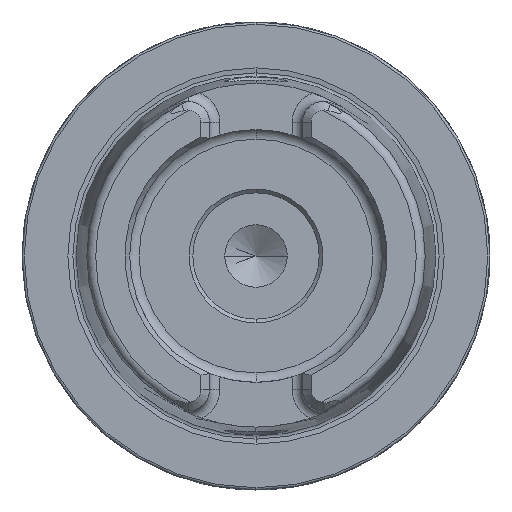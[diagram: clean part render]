
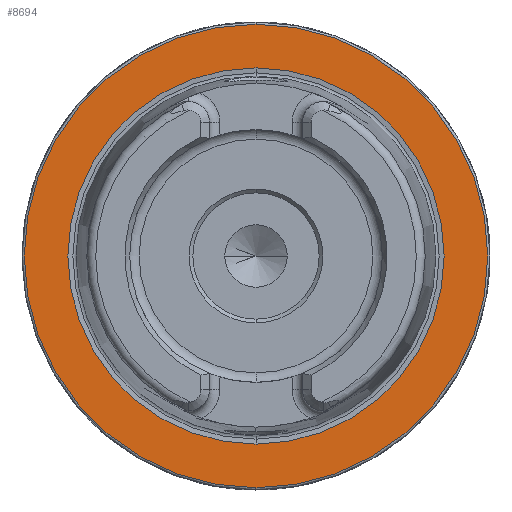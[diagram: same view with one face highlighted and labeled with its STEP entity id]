
A CAD part, left-side view. The second image highlights one B-rep face of the part: STEP entity #8694.
In plain terms, the highlighted planar face has unit normal (-1, 0, 0).
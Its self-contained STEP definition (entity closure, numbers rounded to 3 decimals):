
#499 = CIRCLE ( 'NONE', #7647, 31.2 ) ;
#501 = CIRCLE ( 'NONE', #7648, 25.324 ) ;
#2547 = VERTEX_POINT ( 'NONE', #6960 ) ;
#2552 = VERTEX_POINT ( 'NONE', #6965 ) ;
#2554 = VERTEX_POINT ( 'NONE', #6967 ) ;
#2555 = VERTEX_POINT ( 'NONE', #6968 ) ;
#2872 = CIRCLE ( 'NONE', #7476, 25.324 ) ;
#2879 = CIRCLE ( 'NONE', #7482, 31.2 ) ;
#3398 = CARTESIAN_POINT ( 'NONE',  ( 0., 0., 0. ) ) ;
#3399 = DIRECTION ( 'NONE',  ( -1., 0., 0. ) ) ;
#3400 = DIRECTION ( 'NONE',  ( 0., 0., 1. ) ) ;
#3407 = CARTESIAN_POINT ( 'NONE',  ( 0., 0., 0. ) ) ;
#3408 = DIRECTION ( 'NONE',  ( -1., 0., 0. ) ) ;
#3409 = DIRECTION ( 'NONE',  ( 0., 0., 1. ) ) ;
#4307 = EDGE_CURVE ( 'NONE', #2547, #2552, #2872, .T. ) ;
#4311 = EDGE_CURVE ( 'NONE', #2554, #2555, #2879, .T. ) ;
#6744 = EDGE_CURVE ( 'NONE', #2555, #2554, #499, .T. ) ;
#6746 = EDGE_CURVE ( 'NONE', #2552, #2547, #501, .T. ) ;
#6960 = CARTESIAN_POINT ( 'NONE',  ( 0., 0., -25.324 ) ) ;
#6965 = CARTESIAN_POINT ( 'NONE',  ( 0., 0., 25.324 ) ) ;
#6967 = CARTESIAN_POINT ( 'NONE',  ( 0., 0., 31.2 ) ) ;
#6968 = CARTESIAN_POINT ( 'NONE',  ( 0., 0., -31.2 ) ) ;
#7476 = AXIS2_PLACEMENT_3D ( 'NONE', #3398, #3399, #3400 ) ;
#7482 = AXIS2_PLACEMENT_3D ( 'NONE', #3407, #3408, #3409 ) ;
#7647 = AXIS2_PLACEMENT_3D ( 'NONE', #10737, #10738, #10739 ) ;
#7648 = AXIS2_PLACEMENT_3D ( 'NONE', #10740, #10741, #10742 ) ;
#8694 = ADVANCED_FACE ( 'NONE', ( #12771, #12774 ), #11620, .F. ) ;
#10062 = EDGE_LOOP ( 'NONE', ( #12138, #12139 ) ) ;
#10064 = EDGE_LOOP ( 'NONE', ( #12136, #12137 ) ) ;
#10737 = CARTESIAN_POINT ( 'NONE',  ( 0., 0., 0. ) ) ;
#10738 = DIRECTION ( 'NONE',  ( -1., 0., 0. ) ) ;
#10739 = DIRECTION ( 'NONE',  ( 0., 0., 1. ) ) ;
#10740 = CARTESIAN_POINT ( 'NONE',  ( 0., 0., 0. ) ) ;
#10741 = DIRECTION ( 'NONE',  ( -1., 0., 0. ) ) ;
#10742 = DIRECTION ( 'NONE',  ( 0., 0., 1. ) ) ;
#11518 = AXIS2_PLACEMENT_3D ( 'NONE', #11612, #11622, #11623 ) ;
#11612 = CARTESIAN_POINT ( 'NONE',  ( 0., 31.2, 0. ) ) ;
#11620 = PLANE ( 'NONE',  #11518 ) ;
#11622 = DIRECTION ( 'NONE',  ( 1., 0., 0. ) ) ;
#11623 = DIRECTION ( 'NONE',  ( 0., 0., -1. ) ) ;
#12136 = ORIENTED_EDGE ( 'NONE', *, *, #6746, .F. ) ;
#12137 = ORIENTED_EDGE ( 'NONE', *, *, #4307, .F. ) ;
#12138 = ORIENTED_EDGE ( 'NONE', *, *, #4311, .T. ) ;
#12139 = ORIENTED_EDGE ( 'NONE', *, *, #6744, .T. ) ;
#12771 = FACE_BOUND ( 'NONE', #10064, .T. ) ;
#12774 = FACE_OUTER_BOUND ( 'NONE', #10062, .T. ) ;
